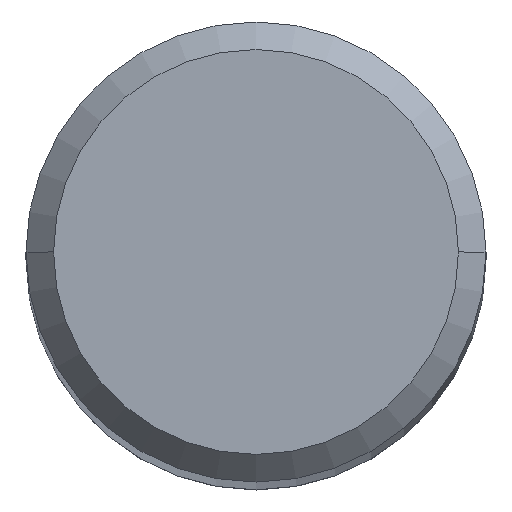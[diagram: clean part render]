
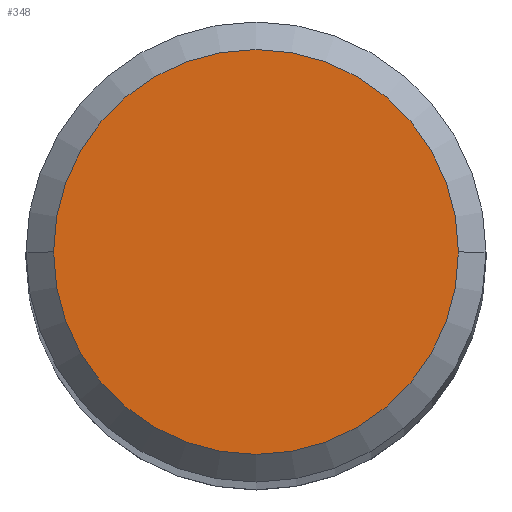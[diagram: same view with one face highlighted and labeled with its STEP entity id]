
A CAD part, top view. The second image highlights one B-rep face of the part: STEP entity #348.
In plain terms, the highlighted planar face has unit normal (0, 0, 1).
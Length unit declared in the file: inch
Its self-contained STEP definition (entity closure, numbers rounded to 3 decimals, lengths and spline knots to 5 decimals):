
#31 = EDGE_CURVE ( 'NONE', #176, #200, #71, .T. ) ;
#70 = AXIS2_PLACEMENT_3D ( 'NONE', #360, #78, #201 ) ;
#71 = CIRCLE ( 'NONE', #70, 0.11 ) ;
#78 = DIRECTION ( 'NONE',  ( 0., 0., 1. ) ) ;
#92 = AXIS2_PLACEMENT_3D ( 'NONE', #160, #165, #299 ) ;
#106 = FACE_OUTER_BOUND ( 'NONE', #171, .T. ) ;
#120 = CARTESIAN_POINT ( 'NONE',  ( 0.11, 0., 2.5 ) ) ;
#136 = CARTESIAN_POINT ( 'NONE',  ( 0., 0., 2.5 ) ) ;
#153 = ORIENTED_EDGE ( 'NONE', *, *, #31, .T. ) ;
#160 = CARTESIAN_POINT ( 'NONE',  ( 0., 0., 2.5 ) ) ;
#162 = ORIENTED_EDGE ( 'NONE', *, *, #342, .T. ) ;
#165 = DIRECTION ( 'NONE',  ( 0., 0., 1. ) ) ;
#171 = EDGE_LOOP ( 'NONE', ( #153, #162 ) ) ;
#176 = VERTEX_POINT ( 'NONE', #352 ) ;
#200 = VERTEX_POINT ( 'NONE', #120 ) ;
#201 = DIRECTION ( 'NONE',  ( 1., 0., 0. ) ) ;
#227 = DIRECTION ( 'NONE',  ( 0., 0., 1. ) ) ;
#260 = PLANE ( 'NONE',  #326 ) ;
#271 = CIRCLE ( 'NONE', #92, 0.11 ) ;
#299 = DIRECTION ( 'NONE',  ( 1., 0., 0. ) ) ;
#326 = AXIS2_PLACEMENT_3D ( 'NONE', #136, #227, #355 ) ;
#342 = EDGE_CURVE ( 'NONE', #200, #176, #271, .T. ) ;
#348 = ADVANCED_FACE ( 'NONE', ( #106 ), #260, .T. ) ;
#352 = CARTESIAN_POINT ( 'NONE',  ( -0.11, 0., 2.5 ) ) ;
#355 = DIRECTION ( 'NONE',  ( 1., 0., 0. ) ) ;
#360 = CARTESIAN_POINT ( 'NONE',  ( 0., 0., 2.5 ) ) ;
